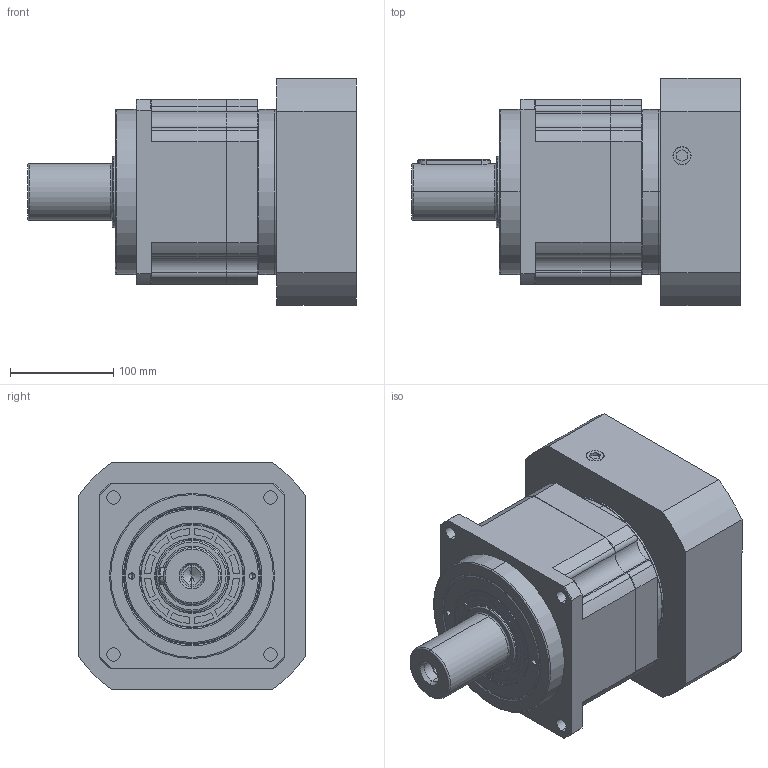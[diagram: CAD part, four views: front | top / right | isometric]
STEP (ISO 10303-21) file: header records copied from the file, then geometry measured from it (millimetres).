
FILE_DESCRIPTION (( 'STEP AP203' ), '1' );
FILE_NAME ('FAB180D-L1-S2-42-200-235-M12-117.5.STEP', '2022-03-22T06:34:09', ( '微软用户' ), ( '微软中国' ), 'SwSTEP 2.0', 'SolidWorks 2016', '' );
FILE_SCHEMA (( 'CONFIG_CONTROL_DESIGN' ));
Length unit declared in the file: millimetre
Products named in the file (13): 囀鞠褒踡隅蹟隊M20X16; FAB180D-L1-S2-42-200-235-M12-117.5; M12-25; 输入轴锁紧环49X96X22; 蚐猾70X100X10; M10-20樓粟菜; 隅弇覃淕杶FAB180D; 输入轴FAB180-42; 怀堤俴陎殤FAB180D; 输入端壳体FAB180D; A倰す瑩16X70; 输出内齿圈壳体FAB180; 输入法兰FAB180D-200x79xM12
Assembly tree (22 placements, depth 2):
  FAB180D-L1-S2-42-200-235-M12-117.5
    输出内齿圈壳体FAB180
    隅弇覃淕杶FAB180D
    蚐猾70X100X10
    怀堤俴陎殤FAB180D
    A倰す瑩16X70
    输入端壳体FAB180D
    M10-20樓粟菜  x11
    输入轴FAB180-42
    输入轴锁紧环49X96X22
    M12-25
    囀鞠褒踡隅蹟隊M20X16
    输入法兰FAB180D-200x79xM12
Bounding box: 318.5 x 220 x 220 mm (x, y, z)
Volume: 6561609.9 mm3; surface area: 605135.3 mm2
Topology: 11 solids, 33 shells, 908 faces, 2168 edges, 1372 vertices
Faces by surface type: cylinder 396, plane 294, cone 134, torus 84
Entity records: 20712 total; most frequent: CARTESIAN_POINT 4055, DIRECTION 3424, ORIENTED_EDGE 2932, EDGE_CURVE 1470, AXIS2_PLACEMENT_3D 1419, VERTEX_POINT 942, CIRCLE 765, EDGE_LOOP 747
